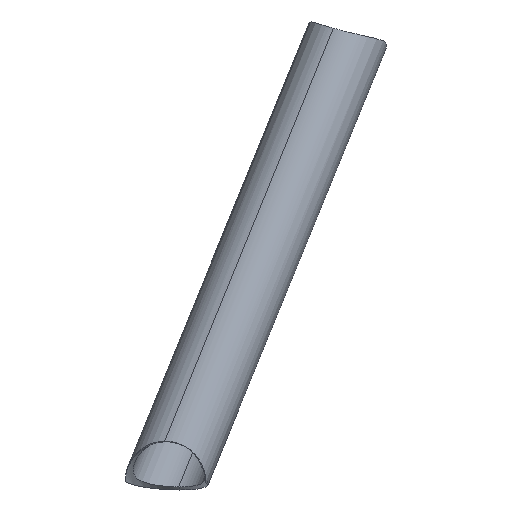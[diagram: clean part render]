
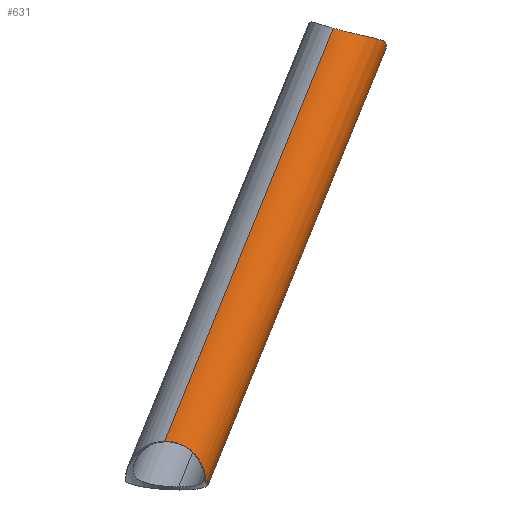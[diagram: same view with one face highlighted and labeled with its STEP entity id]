
A CAD part, left-side view. The second image highlights one B-rep face of the part: STEP entity #631.
In plain terms, the highlighted cylindrical face has radius 12.5 mm (diameter 25 mm), a partial arc.
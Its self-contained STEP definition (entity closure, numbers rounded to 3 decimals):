
#63=CARTESIAN_POINT('Vertex',(8.593,179.181,300.067)) ;
#140=CARTESIAN_POINT('Vertex',(8.656,185.896,301.792)) ;
#144=CARTESIAN_POINT('Control Point',(8.593,179.181,300.067)) ;
#145=CARTESIAN_POINT('Control Point',(8.275,179.551,300.154)) ;
#146=CARTESIAN_POINT('Control Point',(7.983,179.941,300.247)) ;
#147=CARTESIAN_POINT('Control Point',(7.722,180.356,300.346)) ;
#148=CARTESIAN_POINT('Control Point',(7.348,181.122,300.533)) ;
#149=CARTESIAN_POINT('Control Point',(7.154,181.944,300.739)) ;
#150=CARTESIAN_POINT('Control Point',(7.11,182.303,300.83)) ;
#151=CARTESIAN_POINT('Control Point',(7.109,183.326,301.092)) ;
#152=CARTESIAN_POINT('Control Point',(7.443,184.31,301.354)) ;
#153=CARTESIAN_POINT('Control Point',(7.784,184.891,301.512)) ;
#154=CARTESIAN_POINT('Control Point',(8.194,185.417,301.657)) ;
#155=CARTESIAN_POINT('Control Point',(8.656,185.896,301.792)) ;
#172=CARTESIAN_POINT('Control Point',(36.14,181.977,284.936)) ;
#173=CARTESIAN_POINT('Control Point',(36.044,181.299,284.936)) ;
#174=CARTESIAN_POINT('Control Point',(35.988,180.616,285.)) ;
#175=CARTESIAN_POINT('Control Point',(35.976,179.939,285.128)) ;
#176=CARTESIAN_POINT('Control Point',(36.04,178.421,285.553)) ;
#177=CARTESIAN_POINT('Control Point',(36.287,177.017,286.237)) ;
#178=CARTESIAN_POINT('Control Point',(36.476,176.27,286.691)) ;
#179=CARTESIAN_POINT('Control Point',(37.098,174.339,288.081)) ;
#180=CARTESIAN_POINT('Control Point',(37.943,172.757,289.784)) ;
#181=CARTESIAN_POINT('Control Point',(38.53,171.879,290.949)) ;
#182=CARTESIAN_POINT('Control Point',(39.145,171.114,292.175)) ;
#183=CARTESIAN_POINT('Control Point',(39.751,170.463,293.463)) ;
#184=CARTESIAN_POINT('Vertex',(36.14,181.977,284.936)) ;
#186=CARTESIAN_POINT('Vertex',(39.751,170.463,293.463)) ;
#271=CARTESIAN_POINT('Control Point',(37.44,169.375,296.815)) ;
#272=CARTESIAN_POINT('Control Point',(36.399,169.423,297.028)) ;
#273=CARTESIAN_POINT('Control Point',(35.352,169.509,297.201)) ;
#274=CARTESIAN_POINT('Control Point',(34.306,169.621,297.347)) ;
#275=CARTESIAN_POINT('Control Point',(32.634,169.836,297.552)) ;
#276=CARTESIAN_POINT('Control Point',(30.967,170.104,297.723)) ;
#277=CARTESIAN_POINT('Control Point',(30.344,170.211,297.783)) ;
#278=CARTESIAN_POINT('Control Point',(28.365,170.572,297.966)) ;
#279=CARTESIAN_POINT('Control Point',(26.397,170.999,298.124)) ;
#280=CARTESIAN_POINT('Control Point',(25.054,171.32,298.228)) ;
#281=CARTESIAN_POINT('Control Point',(21.776,172.187,298.477)) ;
#282=CARTESIAN_POINT('Control Point',(18.558,173.259,298.732)) ;
#283=CARTESIAN_POINT('Control Point',(16.686,173.977,298.894)) ;
#284=CARTESIAN_POINT('Control Point',(13.796,175.256,299.176)) ;
#285=CARTESIAN_POINT('Control Point',(11.127,176.917,299.546)) ;
#286=CARTESIAN_POINT('Control Point',(10.204,177.579,299.695)) ;
#287=CARTESIAN_POINT('Control Point',(9.33,178.324,299.865)) ;
#288=CARTESIAN_POINT('Control Point',(8.593,179.181,300.067)) ;
#289=CARTESIAN_POINT('Vertex',(37.44,169.375,296.815)) ;
#332=CARTESIAN_POINT('Control Point',(39.751,170.463,293.463)) ;
#333=CARTESIAN_POINT('Control Point',(39.083,170.059,294.181)) ;
#334=CARTESIAN_POINT('Control Point',(38.46,169.734,294.985)) ;
#335=CARTESIAN_POINT('Control Point',(37.905,169.503,295.871)) ;
#336=CARTESIAN_POINT('Control Point',(37.44,169.375,296.815)) ;
#402=CARTESIAN_POINT('Vertex',(-323.793,233.309,159.28)) ;
#458=CARTESIAN_POINT('Control Point',(-355.784,225.247,161.708)) ;
#459=CARTESIAN_POINT('Control Point',(-355.185,225.166,161.66)) ;
#460=CARTESIAN_POINT('Control Point',(-354.706,225.107,161.622)) ;
#461=CARTESIAN_POINT('Control Point',(-354.43,225.072,161.6)) ;
#462=CARTESIAN_POINT('Control Point',(-351.374,224.734,161.355)) ;
#463=CARTESIAN_POINT('Control Point',(-348.304,224.55,161.111)) ;
#464=CARTESIAN_POINT('Control Point',(-345.901,224.505,160.922)) ;
#465=CARTESIAN_POINT('Control Point',(-341.774,224.609,160.598)) ;
#466=CARTESIAN_POINT('Control Point',(-337.677,225.096,160.281)) ;
#467=CARTESIAN_POINT('Control Point',(-336.002,225.371,160.152)) ;
#468=CARTESIAN_POINT('Control Point',(-333.083,226.003,159.93)) ;
#469=CARTESIAN_POINT('Control Point',(-330.268,226.992,159.719)) ;
#470=CARTESIAN_POINT('Control Point',(-329.099,227.491,159.633)) ;
#471=CARTESIAN_POINT('Control Point',(-327.295,228.443,159.501)) ;
#472=CARTESIAN_POINT('Control Point',(-325.736,229.742,159.393)) ;
#473=CARTESIAN_POINT('Control Point',(-325.199,230.282,159.357)) ;
#474=CARTESIAN_POINT('Control Point',(-324.509,231.186,159.313)) ;
#475=CARTESIAN_POINT('Control Point',(-324.054,232.217,159.289)) ;
#476=CARTESIAN_POINT('Control Point',(-323.933,232.573,159.283)) ;
#477=CARTESIAN_POINT('Control Point',(-323.846,232.939,159.28)) ;
#478=CARTESIAN_POINT('Control Point',(-323.793,233.309,159.28)) ;
#479=CARTESIAN_POINT('Vertex',(-355.784,225.247,161.708)) ;
#544=CARTESIAN_POINT('Line Origine',(-156.338,209.427,244.191)) ;
#548=CARTESIAN_POINT('Vertex',(-356.356,237.953,174.363)) ;
#551=CARTESIAN_POINT('Line Origine',(-148.253,208.274,220.563)) ;
#590=CARTESIAN_POINT('Axis2P3D Location',(-152.296,208.851,232.377)) ;
#596=CARTESIAN_POINT('Control Point',(-356.356,237.953,174.363)) ;
#597=CARTESIAN_POINT('Control Point',(-356.361,237.9,174.364)) ;
#598=CARTESIAN_POINT('Control Point',(-356.367,237.848,174.364)) ;
#599=CARTESIAN_POINT('Control Point',(-356.372,237.795,174.365)) ;
#600=CARTESIAN_POINT('Vertex',(-356.372,237.795,174.365)) ;
#604=CARTESIAN_POINT('Control Point',(-355.784,225.247,161.708)) ;
#605=CARTESIAN_POINT('Control Point',(-355.815,225.247,161.93)) ;
#606=CARTESIAN_POINT('Control Point',(-355.848,225.252,162.167)) ;
#607=CARTESIAN_POINT('Control Point',(-355.884,225.264,162.424)) ;
#608=CARTESIAN_POINT('Control Point',(-356.059,225.36,163.722)) ;
#609=CARTESIAN_POINT('Control Point',(-356.216,225.621,165.005)) ;
#610=CARTESIAN_POINT('Control Point',(-356.327,225.928,165.994)) ;
#611=CARTESIAN_POINT('Control Point',(-356.545,226.848,168.155)) ;
#612=CARTESIAN_POINT('Control Point',(-356.681,228.241,170.063)) ;
#613=CARTESIAN_POINT('Control Point',(-356.73,229.156,171.024)) ;
#614=CARTESIAN_POINT('Control Point',(-356.768,231.259,172.722)) ;
#615=CARTESIAN_POINT('Control Point',(-356.683,233.737,173.808)) ;
#616=CARTESIAN_POINT('Control Point',(-356.608,235.069,174.182)) ;
#617=CARTESIAN_POINT('Control Point',(-356.503,236.433,174.368)) ;
#618=CARTESIAN_POINT('Control Point',(-356.372,237.795,174.365)) ;
#545=DIRECTION('Vector Direction',(-0.936,0.133,-0.327)) ;
#552=DIRECTION('Vector Direction',(-0.936,0.133,-0.327)) ;
#591=DIRECTION('Axis2P3D Direction',(-0.936,0.133,-0.327)) ;
#592=DIRECTION('Axis2P3D XDirection',(0.323,-0.046,-0.945)) ;
#593=AXIS2_PLACEMENT_3D('Cylinder Axis2P3D',#590,#591,#592) ;
#621=ORIENTED_EDGE('',*,*,#481,.T.) ;
#622=ORIENTED_EDGE('',*,*,#555,.F.) ;
#623=ORIENTED_EDGE('',*,*,#188,.T.) ;
#624=ORIENTED_EDGE('',*,*,#337,.T.) ;
#625=ORIENTED_EDGE('',*,*,#291,.T.) ;
#626=ORIENTED_EDGE('',*,*,#156,.T.) ;
#627=ORIENTED_EDGE('',*,*,#550,.T.) ;
#628=ORIENTED_EDGE('',*,*,#602,.T.) ;
#629=ORIENTED_EDGE('',*,*,#619,.F.) ;
#546=VECTOR('Line Direction',#545,1.) ;
#553=VECTOR('Line Direction',#552,1.) ;
#631=ADVANCED_FACE('Corps principal',(#630),#594,.T.) ;
#143=B_SPLINE_CURVE_WITH_KNOTS('',5,(#144,#145,#146,#147,#148,#149,#150,#151,#152,#153,#154,#155),.UNSPECIFIED.,.F.,.U.,(6,3,3,6),(0.,3.502,6.12,10.922),.UNSPECIFIED.) ;
#171=B_SPLINE_CURVE_WITH_KNOTS('',5,(#172,#173,#174,#175,#176,#177,#178,#179,#180,#181,#182,#183),.UNSPECIFIED.,.F.,.U.,(6,3,3,6),(0.,4.838,11.105,22.173),.UNSPECIFIED.) ;
#270=B_SPLINE_CURVE_WITH_KNOTS('',5,(#271,#272,#273,#274,#275,#276,#277,#278,#279,#280,#281,#282,#283,#284,#285,#286,#287,#288),.UNSPECIFIED.,.F.,.U.,(6,3,3,3,3,6),(18.468,25.988,30.47,40.27,54.502,62.619),.UNSPECIFIED.) ;
#331=B_SPLINE_CURVE_WITH_KNOTS('',4,(#332,#333,#334,#335,#336),.UNSPECIFIED.,.F.,.U.,(5,5),(20.197,26.195),.UNSPECIFIED.) ;
#457=B_SPLINE_CURVE_WITH_KNOTS('',5,(#458,#459,#460,#461,#462,#463,#464,#465,#466,#467,#468,#469,#470,#471,#472,#473,#474,#475,#476,#477,#478),.UNSPECIFIED.,.F.,.U.,(6,3,3,3,3,3,6),(0.844,5.508,22.647,34.744,43.771,49.074,51.718),.UNSPECIFIED.) ;
#595=B_SPLINE_CURVE_WITH_KNOTS('',3,(#596,#597,#598,#599),.UNSPECIFIED.,.F.,.U.,(4,4),(0.,0.224),.UNSPECIFIED.) ;
#603=B_SPLINE_CURVE_WITH_KNOTS('',5,(#604,#605,#606,#607,#608,#609,#610,#611,#612,#613,#614,#615,#616,#617,#618),.UNSPECIFIED.,.F.,.U.,(6,3,3,3,6),(4.698,6.665,13.977,23.256,32.93),.UNSPECIFIED.) ;
#594=CYLINDRICAL_SURFACE('generated cylinder',#593,12.5) ;
#156=EDGE_CURVE('',#64,#141,#143,.T.) ;
#188=EDGE_CURVE('',#185,#187,#171,.T.) ;
#291=EDGE_CURVE('',#290,#64,#270,.T.) ;
#337=EDGE_CURVE('',#187,#290,#331,.T.) ;
#481=EDGE_CURVE('',#480,#403,#457,.T.) ;
#550=EDGE_CURVE('',#141,#549,#547,.T.) ;
#555=EDGE_CURVE('',#185,#403,#554,.T.) ;
#602=EDGE_CURVE('',#549,#601,#595,.T.) ;
#619=EDGE_CURVE('',#480,#601,#603,.T.) ;
#620=EDGE_LOOP('',(#621,#622,#623,#624,#625,#626,#627,#628,#629)) ;
#630=FACE_OUTER_BOUND('',#620,.T.) ;
#547=LINE('Line',#544,#546) ;
#554=LINE('Line',#551,#553) ;
#64=VERTEX_POINT('',#63) ;
#141=VERTEX_POINT('',#140) ;
#185=VERTEX_POINT('',#184) ;
#187=VERTEX_POINT('',#186) ;
#290=VERTEX_POINT('',#289) ;
#403=VERTEX_POINT('',#402) ;
#480=VERTEX_POINT('',#479) ;
#549=VERTEX_POINT('',#548) ;
#601=VERTEX_POINT('',#600) ;
